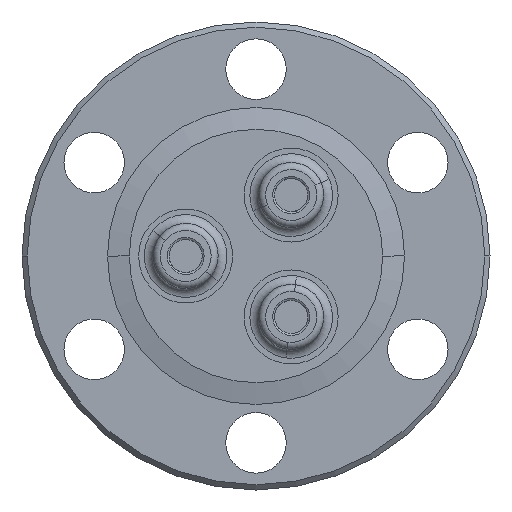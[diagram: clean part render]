
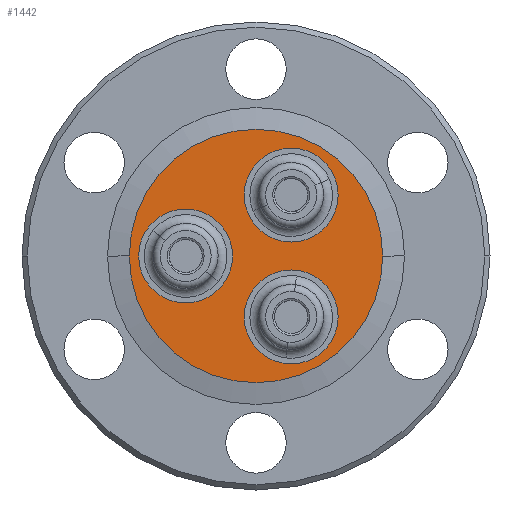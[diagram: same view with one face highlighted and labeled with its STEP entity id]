
A CAD part, front view. The second image highlights one B-rep face of the part: STEP entity #1442.
In plain terms, the highlighted planar face has unit normal (0, -1, 0).
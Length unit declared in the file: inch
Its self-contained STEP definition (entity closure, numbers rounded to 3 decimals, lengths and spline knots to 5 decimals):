
#229 = VERTEX_POINT ( 'NONE', #1243 ) ;
#230 = VERTEX_POINT ( 'NONE', #1246 ) ;
#696 = CIRCLE ( 'NONE', #3496, 0.1335 ) ;
#700 = CIRCLE ( 'NONE', #3519, 0.1335 ) ;
#702 = CIRCLE ( 'NONE', #3520, 0.1335 ) ;
#750 = CIRCLE ( 'NONE', #3576, 0.36 ) ;
#769 = CIRCLE ( 'NONE', #3542, 0.1335 ) ;
#1243 = CARTESIAN_POINT ( 'NONE',  ( -0.36, -0.234, 0. ) ) ;
#1246 = CARTESIAN_POINT ( 'NONE',  ( 0.36, -0.234, 0. ) ) ;
#1442 = ADVANCED_FACE ( 'NONE', ( #2631, #2635, #2629, #2634 ), #4790, .T. ) ;
#1560 = VERTEX_POINT ( 'NONE', #5109 ) ;
#1561 = VERTEX_POINT ( 'NONE', #5108 ) ;
#1564 = VERTEX_POINT ( 'NONE', #5105 ) ;
#1565 = VERTEX_POINT ( 'NONE', #5104 ) ;
#1568 = VERTEX_POINT ( 'NONE', #5101 ) ;
#1569 = VERTEX_POINT ( 'NONE', #5100 ) ;
#1938 = EDGE_LOOP ( 'NONE', ( #3844, #3845 ) ) ;
#2419 = CARTESIAN_POINT ( 'NONE',  ( 0., -0.234, 0. ) ) ;
#2420 = DIRECTION ( 'NONE',  ( 0., -1., 0. ) ) ;
#2421 = DIRECTION ( 'NONE',  ( 1., 0., 0. ) ) ;
#2437 = DIRECTION ( 'NONE',  ( 1., 0., 0. ) ) ;
#2444 = CARTESIAN_POINT ( 'NONE',  ( 0.1, -0.234, 0.17321 ) ) ;
#2445 = DIRECTION ( 'NONE',  ( 0., -1., 0. ) ) ;
#2629 = FACE_BOUND ( 'NONE', #1938, .T. ) ;
#2631 = FACE_BOUND ( 'NONE', #5576, .T. ) ;
#2634 = FACE_OUTER_BOUND ( 'NONE', #5579, .T. ) ;
#2635 = FACE_BOUND ( 'NONE', #4504, .T. ) ;
#3034 = EDGE_CURVE ( 'NONE', #1568, #1569, #696, .T. ) ;
#3097 = EDGE_CURVE ( 'NONE', #1565, #1564, #700, .T. ) ;
#3098 = EDGE_CURVE ( 'NONE', #1561, #1560, #702, .T. ) ;
#3143 = EDGE_CURVE ( 'NONE', #230, #229, #750, .T. ) ;
#3157 = EDGE_CURVE ( 'NONE', #1569, #1568, #769, .T. ) ;
#3247 = EDGE_CURVE ( 'NONE', #229, #230, #5629, .T. ) ;
#3268 = EDGE_CURVE ( 'NONE', #1564, #1565, #5657, .T. ) ;
#3273 = EDGE_CURVE ( 'NONE', #1560, #1561, #5666, .T. ) ;
#3424 = AXIS2_PLACEMENT_3D ( 'NONE', #5456, #5464, #5470 ) ;
#3474 = AXIS2_PLACEMENT_3D ( 'NONE', #5498, #5428, #5480 ) ;
#3496 = AXIS2_PLACEMENT_3D ( 'NONE', #4175, #4200, #4176 ) ;
#3519 = AXIS2_PLACEMENT_3D ( 'NONE', #4236, #4238, #4239 ) ;
#3520 = AXIS2_PLACEMENT_3D ( 'NONE', #4262, #4417, #4256 ) ;
#3542 = AXIS2_PLACEMENT_3D ( 'NONE', #2444, #2445, #2437 ) ;
#3563 = AXIS2_PLACEMENT_3D ( 'NONE', #5390, #5397, #5411 ) ;
#3576 = AXIS2_PLACEMENT_3D ( 'NONE', #2419, #2420, #2421 ) ;
#3840 = ORIENTED_EDGE ( 'NONE', *, *, #3098, .F. ) ;
#3841 = ORIENTED_EDGE ( 'NONE', *, *, #3273, .F. ) ;
#3842 = ORIENTED_EDGE ( 'NONE', *, *, #3097, .F. ) ;
#3843 = ORIENTED_EDGE ( 'NONE', *, *, #3268, .F. ) ;
#3844 = ORIENTED_EDGE ( 'NONE', *, *, #3157, .F. ) ;
#3845 = ORIENTED_EDGE ( 'NONE', *, *, #3034, .F. ) ;
#3846 = ORIENTED_EDGE ( 'NONE', *, *, #3143, .T. ) ;
#3847 = ORIENTED_EDGE ( 'NONE', *, *, #3247, .T. ) ;
#4175 = CARTESIAN_POINT ( 'NONE',  ( 0.1, -0.234, 0.17321 ) ) ;
#4176 = DIRECTION ( 'NONE',  ( 1., 0., 0. ) ) ;
#4200 = DIRECTION ( 'NONE',  ( 0., -1., 0. ) ) ;
#4236 = CARTESIAN_POINT ( 'NONE',  ( 0.1, -0.234, -0.17321 ) ) ;
#4238 = DIRECTION ( 'NONE',  ( 0., -1., 0. ) ) ;
#4239 = DIRECTION ( 'NONE',  ( 1., 0., 0. ) ) ;
#4256 = DIRECTION ( 'NONE',  ( 1., 0., 0. ) ) ;
#4262 = CARTESIAN_POINT ( 'NONE',  ( -0.2, -0.234, 0. ) ) ;
#4417 = DIRECTION ( 'NONE',  ( 0., -1., 0. ) ) ;
#4504 = EDGE_LOOP ( 'NONE', ( #3842, #3843 ) ) ;
#4790 = PLANE ( 'NONE',  #5848 ) ;
#4940 = CARTESIAN_POINT ( 'NONE',  ( -0.36, -0.234, 0. ) ) ;
#5100 = CARTESIAN_POINT ( 'NONE',  ( 0.2335, -0.234, 0.17321 ) ) ;
#5101 = CARTESIAN_POINT ( 'NONE',  ( -0.0335, -0.234, 0.17321 ) ) ;
#5104 = CARTESIAN_POINT ( 'NONE',  ( 0.2335, -0.234, -0.17321 ) ) ;
#5105 = CARTESIAN_POINT ( 'NONE',  ( -0.0335, -0.234, -0.17321 ) ) ;
#5108 = CARTESIAN_POINT ( 'NONE',  ( -0.0665, -0.234, 0. ) ) ;
#5109 = CARTESIAN_POINT ( 'NONE',  ( -0.3335, -0.234, 0. ) ) ;
#5220 = DIRECTION ( 'NONE',  ( 1., 0., 0. ) ) ;
#5273 = DIRECTION ( 'NONE',  ( 0., -1., 0. ) ) ;
#5390 = CARTESIAN_POINT ( 'NONE',  ( -0.2, -0.234, 0. ) ) ;
#5397 = DIRECTION ( 'NONE',  ( 0., -1., 0. ) ) ;
#5411 = DIRECTION ( 'NONE',  ( 1., 0., 0. ) ) ;
#5428 = DIRECTION ( 'NONE',  ( 0., -1., 0. ) ) ;
#5456 = CARTESIAN_POINT ( 'NONE',  ( 0., -0.234, 0. ) ) ;
#5464 = DIRECTION ( 'NONE',  ( 0., -1., 0. ) ) ;
#5470 = DIRECTION ( 'NONE',  ( 1., 0., 0. ) ) ;
#5480 = DIRECTION ( 'NONE',  ( 1., 0., 0. ) ) ;
#5498 = CARTESIAN_POINT ( 'NONE',  ( 0.1, -0.234, -0.17321 ) ) ;
#5576 = EDGE_LOOP ( 'NONE', ( #3840, #3841 ) ) ;
#5579 = EDGE_LOOP ( 'NONE', ( #3846, #3847 ) ) ;
#5629 = CIRCLE ( 'NONE', #3424, 0.36 ) ;
#5657 = CIRCLE ( 'NONE', #3474, 0.1335 ) ;
#5666 = CIRCLE ( 'NONE', #3563, 0.1335 ) ;
#5848 = AXIS2_PLACEMENT_3D ( 'NONE', #4940, #5273, #5220 ) ;
